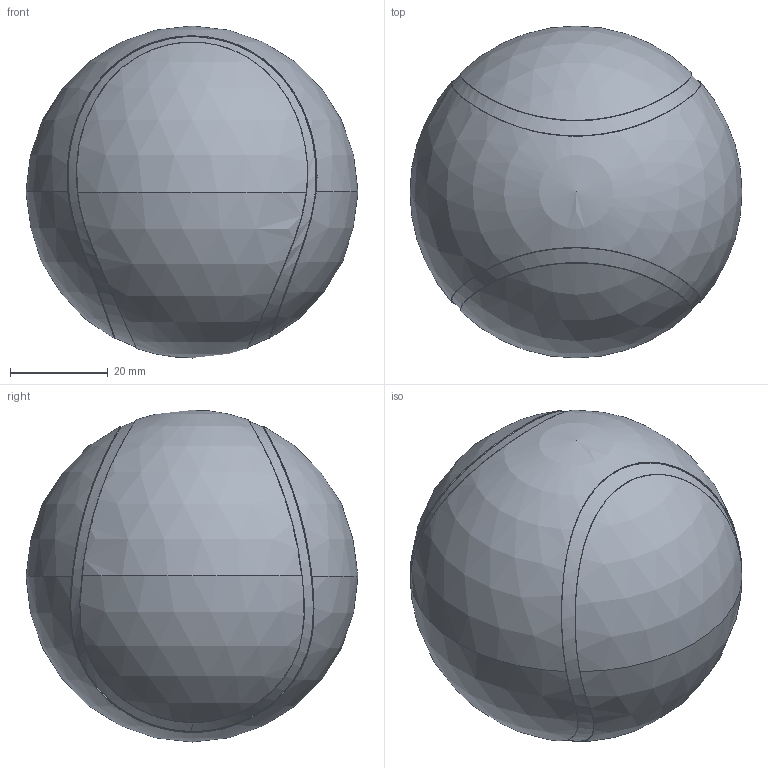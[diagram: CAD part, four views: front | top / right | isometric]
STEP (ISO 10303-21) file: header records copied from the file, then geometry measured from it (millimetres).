
FILE_DESCRIPTION (( 'STEP AP214' ), '1' );
FILE_NAME ('TENNIS BALL.STEP', '2018-07-26T11:12:06', ( '' ), ( '' ), 'SwSTEP 2.0', 'SolidWorks 2018', '' );
FILE_SCHEMA (( 'AUTOMOTIVE_DESIGN' ));
Length unit declared in the file: millimetre
Products named in the file (1): TENNIS BALL
Bounding box: 68 x 68 x 68 mm (x, y, z)
Surface area: 14657.9 mm2 (no closed solid volume)
Topology: 0 solids, 5 shells, 12 faces, 40 edges, 28 vertices
Faces by surface type: sphere 6, bspline 6
Entity records: 3489 total; most frequent: CARTESIAN_POINT 3159, ORIENTED_EDGE 48, EDGE_CURVE 34, DIRECTION 30, B_SPLINE_CURVE_WITH_KNOTS 26, VERTEX_POINT 24, AXIS2_PLACEMENT_3D 15, EDGE_LOOP 12
